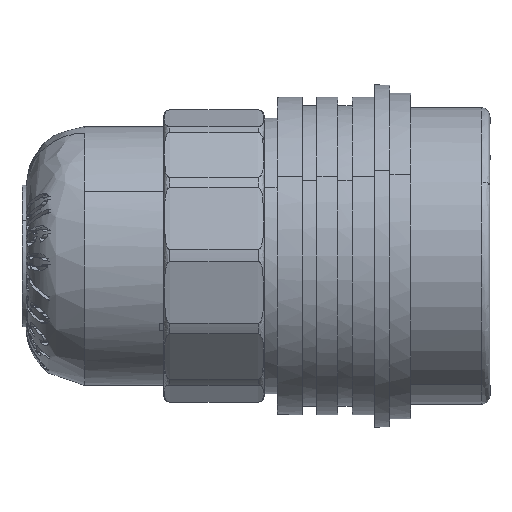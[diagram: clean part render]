
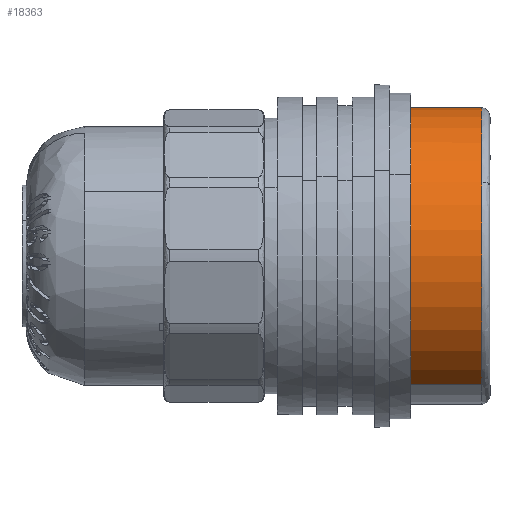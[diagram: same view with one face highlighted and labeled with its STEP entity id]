
A CAD part, left-side view. The second image highlights one B-rep face of the part: STEP entity #18363.
In plain terms, the highlighted cylindrical face has radius 17.75 mm (diameter 35.5 mm), a partial arc.
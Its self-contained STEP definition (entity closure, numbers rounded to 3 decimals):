
#109 = CARTESIAN_POINT ( 'NONE',  ( 0., -197.4, 0. ) ) ;
#341 = EDGE_CURVE ( 'NONE', #15525, #13346, #5604, .T. ) ;
#1113 = ORIENTED_EDGE ( 'NONE', *, *, #17894, .T. ) ;
#1857 = CYLINDRICAL_SURFACE ( 'NONE', #8613, 17.75 ) ;
#1946 = DIRECTION ( 'NONE',  ( 0.5, 0., 0.866 ) ) ;
#2830 = DIRECTION ( 'NONE',  ( 0., -1., 0. ) ) ;
#3394 = VERTEX_POINT ( 'NONE', #12326 ) ;
#3470 = CARTESIAN_POINT ( 'NONE',  ( 0., -186.432, 0. ) ) ;
#3629 = CARTESIAN_POINT ( 'NONE',  ( 0., -186.432, 0. ) ) ;
#3701 = AXIS2_PLACEMENT_3D ( 'NONE', #3629, #17994, #13645 ) ;
#4073 = EDGE_LOOP ( 'NONE', ( #7479, #12504, #1113, #8001, #9010, #18005 ) ) ;
#4905 = CARTESIAN_POINT ( 'NONE',  ( -15.375, -197.4, 8.87 ) ) ;
#5259 = CIRCLE ( 'NONE', #11243, 17.75 ) ;
#5604 = CIRCLE ( 'NONE', #17019, 17.75 ) ;
#5630 = DIRECTION ( 'NONE',  ( 0., -1., 0. ) ) ;
#5673 = CARTESIAN_POINT ( 'NONE',  ( 0., -197.4, 0. ) ) ;
#6074 = CIRCLE ( 'NONE', #3701, 17.75 ) ;
#6141 = CIRCLE ( 'NONE', #15159, 17.75 ) ;
#6627 = DIRECTION ( 'NONE',  ( 0., -1., 0. ) ) ;
#6664 = LINE ( 'NONE', #12384, #15806 ) ;
#7086 = DIRECTION ( 'NONE',  ( 0.866, 0., -0.5 ) ) ;
#7134 = DIRECTION ( 'NONE',  ( 0.866, 0., -0.5 ) ) ;
#7287 = EDGE_CURVE ( 'NONE', #3394, #18001, #9935, .T. ) ;
#7465 = DIRECTION ( 'NONE',  ( 0., -1., 0. ) ) ;
#7479 = ORIENTED_EDGE ( 'NONE', *, *, #15184, .T. ) ;
#7552 = CARTESIAN_POINT ( 'NONE',  ( -8.87, -186.432, -15.375 ) ) ;
#8001 = ORIENTED_EDGE ( 'NONE', *, *, #341, .F. ) ;
#8392 = VECTOR ( 'NONE', #2830, 1000. ) ;
#8613 = AXIS2_PLACEMENT_3D ( 'NONE', #8786, #7465, #1946 ) ;
#8786 = CARTESIAN_POINT ( 'NONE',  ( 0., -186.4, 0. ) ) ;
#9010 = ORIENTED_EDGE ( 'NONE', *, *, #13234, .F. ) ;
#9935 = LINE ( 'NONE', #18227, #8392 ) ;
#10440 = CARTESIAN_POINT ( 'NONE',  ( -17.75, -186.432, 0. ) ) ;
#10471 = EDGE_CURVE ( 'NONE', #12177, #18391, #6074, .T. ) ;
#10648 = FACE_OUTER_BOUND ( 'NONE', #4073, .T. ) ;
#11243 = AXIS2_PLACEMENT_3D ( 'NONE', #109, #5630, #7134 ) ;
#12090 = CARTESIAN_POINT ( 'NONE',  ( -8.87, -197.4, -15.375 ) ) ;
#12177 = VERTEX_POINT ( 'NONE', #10440 ) ;
#12326 = CARTESIAN_POINT ( 'NONE',  ( 8.87, -186.432, 15.375 ) ) ;
#12384 = CARTESIAN_POINT ( 'NONE',  ( -8.87, -186.4, -15.375 ) ) ;
#12504 = ORIENTED_EDGE ( 'NONE', *, *, #10471, .T. ) ;
#13234 = EDGE_CURVE ( 'NONE', #18001, #15525, #5259, .T. ) ;
#13346 = VERTEX_POINT ( 'NONE', #12090 ) ;
#13645 = DIRECTION ( 'NONE',  ( 0.5, 0., 0.866 ) ) ;
#14092 = DIRECTION ( 'NONE',  ( 0., -1., 0. ) ) ;
#14914 = DIRECTION ( 'NONE',  ( 0.5, 0., 0.866 ) ) ;
#15159 = AXIS2_PLACEMENT_3D ( 'NONE', #3470, #6627, #14914 ) ;
#15184 = EDGE_CURVE ( 'NONE', #3394, #12177, #6141, .T. ) ;
#15525 = VERTEX_POINT ( 'NONE', #4905 ) ;
#15806 = VECTOR ( 'NONE', #14092, 1000. ) ;
#16227 = CARTESIAN_POINT ( 'NONE',  ( 8.87, -197.4, 15.375 ) ) ;
#17019 = AXIS2_PLACEMENT_3D ( 'NONE', #5673, #18471, #7086 ) ;
#17894 = EDGE_CURVE ( 'NONE', #18391, #13346, #6664, .T. ) ;
#17994 = DIRECTION ( 'NONE',  ( 0., -1., 0. ) ) ;
#18001 = VERTEX_POINT ( 'NONE', #16227 ) ;
#18005 = ORIENTED_EDGE ( 'NONE', *, *, #7287, .F. ) ;
#18227 = CARTESIAN_POINT ( 'NONE',  ( 8.87, -186.4, 15.375 ) ) ;
#18363 = ADVANCED_FACE ( 'NONE', ( #10648 ), #1857, .T. ) ;
#18391 = VERTEX_POINT ( 'NONE', #7552 ) ;
#18471 = DIRECTION ( 'NONE',  ( 0., -1., 0. ) ) ;
